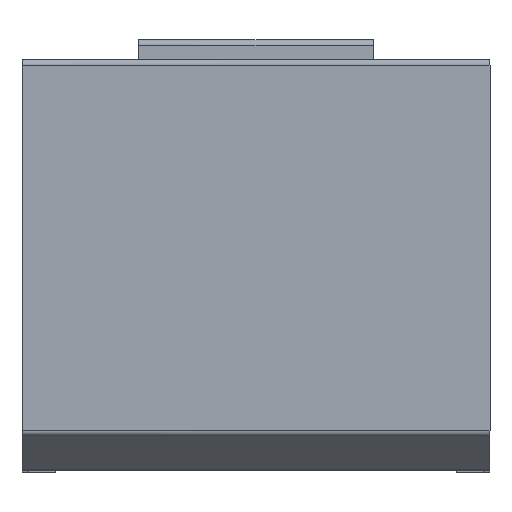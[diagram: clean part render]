
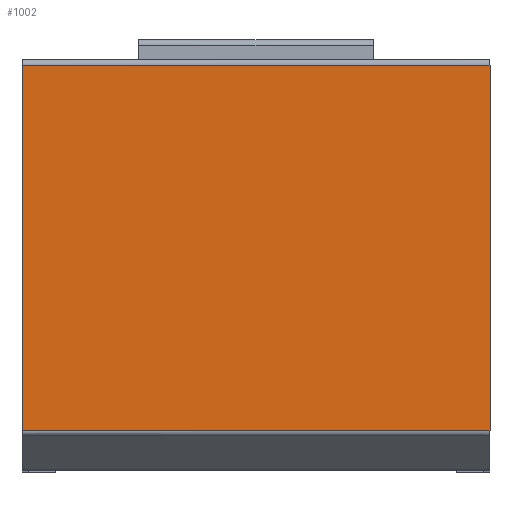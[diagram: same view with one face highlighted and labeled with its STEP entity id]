
A CAD part, top view. The second image highlights one B-rep face of the part: STEP entity #1002.
In plain terms, the highlighted planar face has unit normal (0, 0, 1).
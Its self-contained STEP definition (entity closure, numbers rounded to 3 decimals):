
#1002=ADVANCED_FACE('',(#1153),#6019,.T.);
#1153=FACE_OUTER_BOUND('',#1304,.T.);
#1304=EDGE_LOOP('',(#1532,#1533,#1534,#1535));
#1532=ORIENTED_EDGE('',*,*,#2844,.F.);
#1533=ORIENTED_EDGE('',*,*,#2853,.F.);
#1534=ORIENTED_EDGE('',*,*,#2851,.F.);
#1535=ORIENTED_EDGE('',*,*,#2852,.F.);
#2844=EDGE_CURVE('',#5003,#5002,#3991,.T.);
#2851=EDGE_CURVE('',#5008,#5009,#3996,.T.);
#2852=EDGE_CURVE('',#5002,#5008,#3997,.T.);
#2853=EDGE_CURVE('',#5009,#5003,#3998,.T.);
#3991=B_SPLINE_CURVE_WITH_KNOTS('',1,(#6996,#6997),.UNSPECIFIED.,.F.,.F.,
(2,2),(-239.,0.),.UNSPECIFIED.);
#3996=B_SPLINE_CURVE_WITH_KNOTS('',1,(#7012,#7013),.UNSPECIFIED.,.F.,.F.,
(2,2),(0.,239.),.UNSPECIFIED.);
#3997=B_SPLINE_CURVE_WITH_KNOTS('',1,(#7014,#7015),.UNSPECIFIED.,.F.,.F.,
(2,2),(-207.,-20.322),.UNSPECIFIED.);
#3998=B_SPLINE_CURVE_WITH_KNOTS('',1,(#7016,#7017),.UNSPECIFIED.,.F.,.F.,
(2,2),(20.322,207.),.UNSPECIFIED.);
#5002=VERTEX_POINT('',#6756);
#5003=VERTEX_POINT('',#6757);
#5008=VERTEX_POINT('',#6762);
#5009=VERTEX_POINT('',#6763);
#6019=PLANE('',#6150);
#6150=AXIS2_PLACEMENT_3D('',#6416,#6264,$);
#6264=DIRECTION('',(0.,0.,1.));
#6416=CARTESIAN_POINT('',(119.5,-13.002,533.005));
#6756=CARTESIAN_POINT('',(119.5,-13.002,533.005));
#6757=CARTESIAN_POINT('',(-119.5,-13.002,533.005));
#6762=CARTESIAN_POINT('',(119.5,-199.68,533.005));
#6763=CARTESIAN_POINT('',(-119.5,-199.68,533.005));
#6996=CARTESIAN_POINT('',(-119.5,-13.002,533.005));
#6997=CARTESIAN_POINT('',(119.5,-13.002,533.005));
#7012=CARTESIAN_POINT('',(119.5,-199.68,533.005));
#7013=CARTESIAN_POINT('',(-119.5,-199.68,533.005));
#7014=CARTESIAN_POINT('',(119.5,-13.002,533.005));
#7015=CARTESIAN_POINT('',(119.5,-199.68,533.005));
#7016=CARTESIAN_POINT('',(-119.5,-199.68,533.005));
#7017=CARTESIAN_POINT('',(-119.5,-13.002,533.005));
